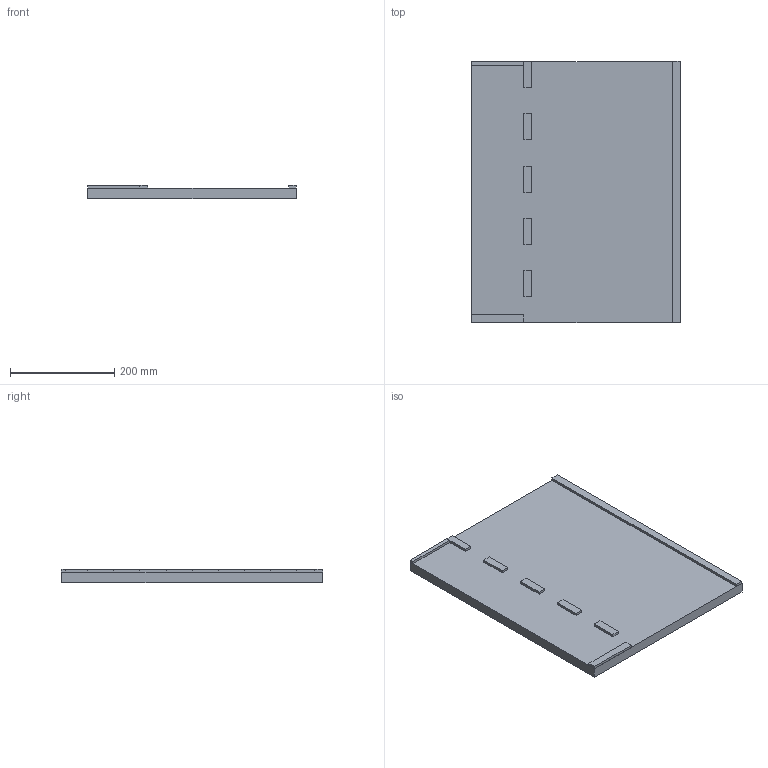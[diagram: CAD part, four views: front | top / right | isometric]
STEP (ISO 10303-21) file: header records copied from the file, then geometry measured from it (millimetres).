
FILE_DESCRIPTION(/* description */ (''),/* implementation_level */ '2;1');
FILE_NAME(/* name */ 'assy_parkinglot_rear_left.stp',/* time_stamp */ '2017-11-16T15:51:41-07:00',/* author */ ('Platform'),/* organization */ (''),/* preprocessor_version */ 'ST-DEVELOPER v16.13',/* originating_system */ 'Autodesk Inventor 2018',/* authorisation */ '');
FILE_SCHEMA (('AUTOMOTIVE_DESIGN { 1 0 10303 214 3 1 1 }'));
Products named in the file (6): assy_parkinglot_rear_left; upper_plate_parking1 v1; straight_line; straight_line_punkt_parkinglot; line_edge_parkinglot1_1; line_edge_parkinglot_1_2
Assembly tree (9 placements, depth 2):
  assy_parkinglot_rear_left
    upper_plate_parking1 v1
    straight_line
    straight_line_punkt_parkinglot  x5
    line_edge_parkinglot1_1
    line_edge_parkinglot_1_2
Bounding box: 400 x 500.58 x 25 mm (x, y, z)
Volume: 4067500 mm3; surface area: 473625 mm2
Topology: 9 solids, 9 shells, 54 faces, 108 edges, 72 vertices
Faces by surface type: plane 54
Entity records: 1066 total; most frequent: DIRECTION 152, CARTESIAN_POINT 146, ORIENTED_EDGE 120, LINE 60, VECTOR 60, EDGE_CURVE 60, AXIS2_PLACEMENT_3D 46, VERTEX_POINT 40
